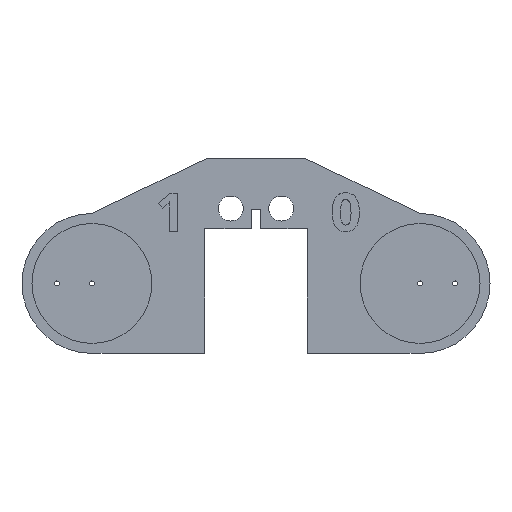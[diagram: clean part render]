
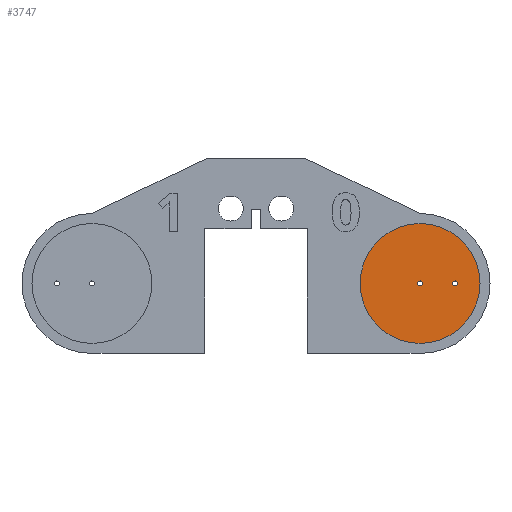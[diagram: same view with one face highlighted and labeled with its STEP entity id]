
A CAD part, top view. The second image highlights one B-rep face of the part: STEP entity #3747.
In plain terms, the highlighted planar face has unit normal (0, 0, 1).
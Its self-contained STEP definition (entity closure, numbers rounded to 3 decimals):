
#1786 = CYLINDRICAL_SURFACE('',#1787,12.);
#1787 = AXIS2_PLACEMENT_3D('',#1788,#1789,#1790);
#1788 = CARTESIAN_POINT('',(27.8,33.9,2.));
#1789 = DIRECTION('',(0.,0.,1.));
#1790 = DIRECTION('',(1.,0.,0.));
#2923 = VERTEX_POINT('',#2924);
#2924 = CARTESIAN_POINT('',(39.8,33.9,1.));
#2945 = EDGE_CURVE('',#2923,#2923,#2946,.T.);
#2946 = SURFACE_CURVE('',#2947,(#2952,#2959),.PCURVE_S1.);
#2947 = CIRCLE('',#2948,12.);
#2948 = AXIS2_PLACEMENT_3D('',#2949,#2950,#2951);
#2949 = CARTESIAN_POINT('',(27.8,33.9,1.));
#2950 = DIRECTION('',(0.,0.,1.));
#2951 = DIRECTION('',(1.,0.,0.));
#2952 = PCURVE('',#1786,#2953);
#2953 = DEFINITIONAL_REPRESENTATION('',(#2954),#2958);
#2954 = LINE('',#2955,#2956);
#2955 = CARTESIAN_POINT('',(0.,-1.));
#2956 = VECTOR('',#2957,1.);
#2957 = DIRECTION('',(1.,0.));
#2958 = ( GEOMETRIC_REPRESENTATION_CONTEXT(2) 
PARAMETRIC_REPRESENTATION_CONTEXT() REPRESENTATION_CONTEXT('2D SPACE',''
  ) );
#2959 = PCURVE('',#2960,#2965);
#2960 = PLANE('',#2961);
#2961 = AXIS2_PLACEMENT_3D('',#2962,#2963,#2964);
#2962 = CARTESIAN_POINT('',(39.8,33.9,1.));
#2963 = DIRECTION('',(0.,0.,-1.));
#2964 = DIRECTION('',(-1.,0.,0.));
#2965 = DEFINITIONAL_REPRESENTATION('',(#2966),#2974);
#2966 = ( BOUNDED_CURVE() B_SPLINE_CURVE(2,(#2967,#2968,#2969,#2970,
#2971,#2972,#2973),.UNSPECIFIED.,.F.,.F.) B_SPLINE_CURVE_WITH_KNOTS((1,2
    ,2,2,2,1),(-2.094,0.,2.094,4.189,
6.283,8.378),.UNSPECIFIED.) CURVE() 
GEOMETRIC_REPRESENTATION_ITEM() RATIONAL_B_SPLINE_CURVE((1.,0.5,1.,0.5,
1.,0.5,1.)) REPRESENTATION_ITEM('') );
#2967 = CARTESIAN_POINT('',(0.,0.));
#2968 = CARTESIAN_POINT('',(0.,20.785));
#2969 = CARTESIAN_POINT('',(18.,10.392));
#2970 = CARTESIAN_POINT('',(36.,0.));
#2971 = CARTESIAN_POINT('',(18.,-10.392));
#2972 = CARTESIAN_POINT('',(0.,-20.785));
#2973 = CARTESIAN_POINT('',(0.,0.));
#2974 = ( GEOMETRIC_REPRESENTATION_CONTEXT(2) 
PARAMETRIC_REPRESENTATION_CONTEXT() REPRESENTATION_CONTEXT('2D SPACE',''
  ) );
#3631 = CYLINDRICAL_SURFACE('',#3632,0.5);
#3632 = AXIS2_PLACEMENT_3D('',#3633,#3634,#3635);
#3633 = CARTESIAN_POINT('',(27.8,33.9,1.));
#3634 = DIRECTION('',(0.,0.,1.));
#3635 = DIRECTION('',(1.,0.,0.));
#3666 = CYLINDRICAL_SURFACE('',#3667,0.5);
#3667 = AXIS2_PLACEMENT_3D('',#3668,#3669,#3670);
#3668 = CARTESIAN_POINT('',(34.8,33.9,1.));
#3669 = DIRECTION('',(0.,0.,1.));
#3670 = DIRECTION('',(1.,0.,0.));
#3747 = ADVANCED_FACE('',(#3748,#3751,#3781),#2960,.F.);
#3748 = FACE_BOUND('',#3749,.F.);
#3749 = EDGE_LOOP('',(#3750));
#3750 = ORIENTED_EDGE('',*,*,#2945,.F.);
#3751 = FACE_BOUND('',#3752,.F.);
#3752 = EDGE_LOOP('',(#3753));
#3753 = ORIENTED_EDGE('',*,*,#3754,.T.);
#3754 = EDGE_CURVE('',#3755,#3755,#3757,.T.);
#3755 = VERTEX_POINT('',#3756);
#3756 = CARTESIAN_POINT('',(35.3,33.9,1.));
#3757 = SURFACE_CURVE('',#3758,(#3763,#3774),.PCURVE_S1.);
#3758 = CIRCLE('',#3759,0.5);
#3759 = AXIS2_PLACEMENT_3D('',#3760,#3761,#3762);
#3760 = CARTESIAN_POINT('',(34.8,33.9,1.));
#3761 = DIRECTION('',(0.,0.,1.));
#3762 = DIRECTION('',(1.,0.,0.));
#3763 = PCURVE('',#2960,#3764);
#3764 = DEFINITIONAL_REPRESENTATION('',(#3765),#3773);
#3765 = ( BOUNDED_CURVE() B_SPLINE_CURVE(2,(#3766,#3767,#3768,#3769,
#3770,#3771,#3772),.UNSPECIFIED.,.T.,.F.) B_SPLINE_CURVE_WITH_KNOTS((1,2
    ,2,2,2,1),(-2.094,0.,2.094,4.189,
6.283,8.378),.UNSPECIFIED.) CURVE() 
GEOMETRIC_REPRESENTATION_ITEM() RATIONAL_B_SPLINE_CURVE((1.,0.5,1.,0.5,
1.,0.5,1.)) REPRESENTATION_ITEM('') );
#3766 = CARTESIAN_POINT('',(4.5,0.));
#3767 = CARTESIAN_POINT('',(4.5,0.866));
#3768 = CARTESIAN_POINT('',(5.25,0.433));
#3769 = CARTESIAN_POINT('',(6.,0.));
#3770 = CARTESIAN_POINT('',(5.25,-0.433));
#3771 = CARTESIAN_POINT('',(4.5,-0.866));
#3772 = CARTESIAN_POINT('',(4.5,0.));
#3773 = ( GEOMETRIC_REPRESENTATION_CONTEXT(2) 
PARAMETRIC_REPRESENTATION_CONTEXT() REPRESENTATION_CONTEXT('2D SPACE',''
  ) );
#3774 = PCURVE('',#3666,#3775);
#3775 = DEFINITIONAL_REPRESENTATION('',(#3776),#3780);
#3776 = LINE('',#3777,#3778);
#3777 = CARTESIAN_POINT('',(0.,0.));
#3778 = VECTOR('',#3779,1.);
#3779 = DIRECTION('',(1.,0.));
#3780 = ( GEOMETRIC_REPRESENTATION_CONTEXT(2) 
PARAMETRIC_REPRESENTATION_CONTEXT() REPRESENTATION_CONTEXT('2D SPACE',''
  ) );
#3781 = FACE_BOUND('',#3782,.F.);
#3782 = EDGE_LOOP('',(#3783));
#3783 = ORIENTED_EDGE('',*,*,#3784,.T.);
#3784 = EDGE_CURVE('',#3785,#3785,#3787,.T.);
#3785 = VERTEX_POINT('',#3786);
#3786 = CARTESIAN_POINT('',(28.3,33.9,1.));
#3787 = SURFACE_CURVE('',#3788,(#3793,#3804),.PCURVE_S1.);
#3788 = CIRCLE('',#3789,0.5);
#3789 = AXIS2_PLACEMENT_3D('',#3790,#3791,#3792);
#3790 = CARTESIAN_POINT('',(27.8,33.9,1.));
#3791 = DIRECTION('',(0.,0.,1.));
#3792 = DIRECTION('',(1.,0.,0.));
#3793 = PCURVE('',#2960,#3794);
#3794 = DEFINITIONAL_REPRESENTATION('',(#3795),#3803);
#3795 = ( BOUNDED_CURVE() B_SPLINE_CURVE(2,(#3796,#3797,#3798,#3799,
#3800,#3801,#3802),.UNSPECIFIED.,.T.,.F.) B_SPLINE_CURVE_WITH_KNOTS((1,2
    ,2,2,2,1),(-2.094,0.,2.094,4.189,
6.283,8.378),.UNSPECIFIED.) CURVE() 
GEOMETRIC_REPRESENTATION_ITEM() RATIONAL_B_SPLINE_CURVE((1.,0.5,1.,0.5,
1.,0.5,1.)) REPRESENTATION_ITEM('') );
#3796 = CARTESIAN_POINT('',(11.5,0.));
#3797 = CARTESIAN_POINT('',(11.5,0.866));
#3798 = CARTESIAN_POINT('',(12.25,0.433));
#3799 = CARTESIAN_POINT('',(13.,0.));
#3800 = CARTESIAN_POINT('',(12.25,-0.433));
#3801 = CARTESIAN_POINT('',(11.5,-0.866));
#3802 = CARTESIAN_POINT('',(11.5,0.));
#3803 = ( GEOMETRIC_REPRESENTATION_CONTEXT(2) 
PARAMETRIC_REPRESENTATION_CONTEXT() REPRESENTATION_CONTEXT('2D SPACE',''
  ) );
#3804 = PCURVE('',#3631,#3805);
#3805 = DEFINITIONAL_REPRESENTATION('',(#3806),#3810);
#3806 = LINE('',#3807,#3808);
#3807 = CARTESIAN_POINT('',(0.,0.));
#3808 = VECTOR('',#3809,1.);
#3809 = DIRECTION('',(1.,0.));
#3810 = ( GEOMETRIC_REPRESENTATION_CONTEXT(2) 
PARAMETRIC_REPRESENTATION_CONTEXT() REPRESENTATION_CONTEXT('2D SPACE',''
  ) );
